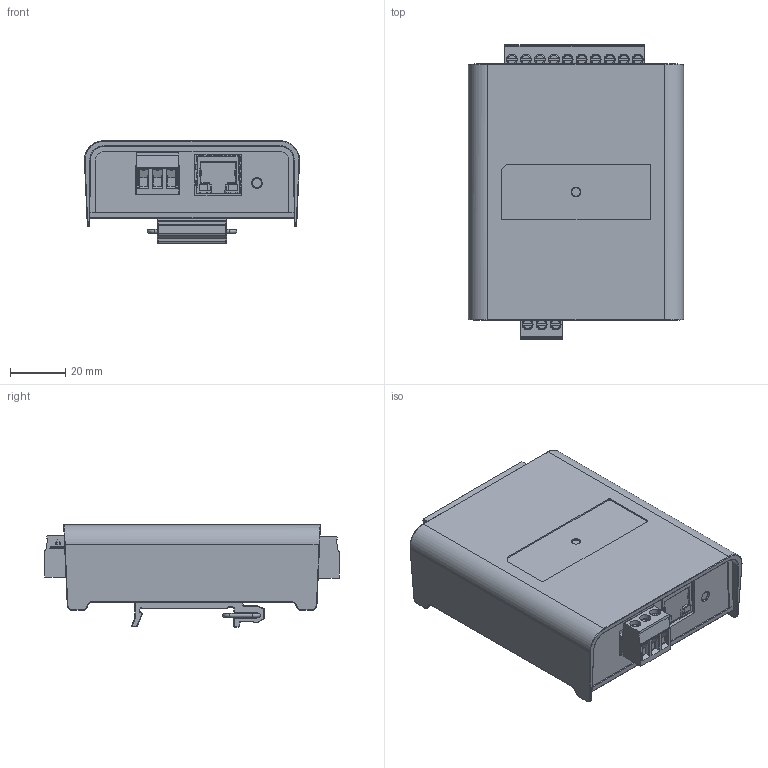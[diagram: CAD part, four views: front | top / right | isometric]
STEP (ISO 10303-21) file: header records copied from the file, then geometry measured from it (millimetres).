
FILE_DESCRIPTION(/* description */ (''),/* implementation_level */ '2;1');
FILE_NAME(/* name */ '70093 - Customer Facing(REVISED).step',/* time_stamp */ '2023-06-01T12:44:29+10:00',/* author */ (''),/* organization */ (''),/* preprocessor_version */ 'ST-DEVELOPER v19.2',/* originating_system */ 'Autodesk Translation Framework v12.4.0.73',/* authorisation */ '');
FILE_SCHEMA (('AUTOMOTIVE_DESIGN { 1 0 10303 214 3 1 1 }'));
Products named in the file (1): 70093 - Customer Facing
Bounding box: 77.9 x 106.63 x 37.1 mm (x, y, z)
Volume: 194530 mm3; surface area: 48078.6 mm2
Topology: 1 solids, 16 shells, 2447 faces, 6746 edges, 4363 vertices
Faces by surface type: plane 1828, cylinder 376, bspline 111, torus 91, cone 31, sphere 10
Full cylindrical faces by diameter (mm): 1.4 x7, 3.3 x2, 3.505 x1, 3.945 x1, 3.95 x13, 4.45 x1
Entity records: 82864 total; most frequent: CARTESIAN_POINT 20869, ORIENTED_EDGE 13472, DIRECTION 12055, EDGE_CURVE 6736, LINE 5285, VECTOR 5285, VERTEX_POINT 4363, AXIS2_PLACEMENT_3D 3385
